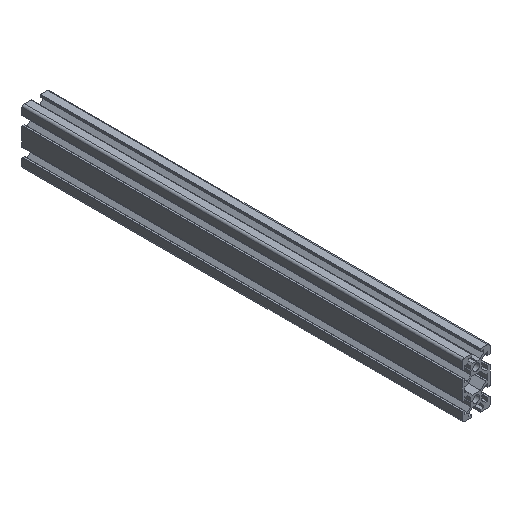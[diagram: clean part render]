
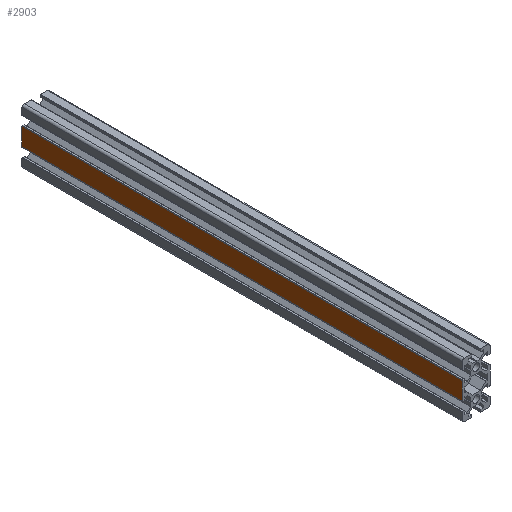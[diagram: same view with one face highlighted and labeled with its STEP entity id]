
A CAD part, isometric view. The second image highlights one B-rep face of the part: STEP entity #2903.
In plain terms, the highlighted planar face has unit normal (-1, 0, 0).
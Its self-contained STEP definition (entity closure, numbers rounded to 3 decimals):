
#141=FACE_OUTER_BOUND('',#287,.T.);
#287=EDGE_LOOP('',(#2033,#2034,#2035,#2036));
#491=LINE('',#4239,#871);
#492=LINE('',#4242,#872);
#493=LINE('',#4244,#873);
#494=LINE('',#4245,#874);
#871=VECTOR('',#3443,10.);
#872=VECTOR('',#3446,10.);
#873=VECTOR('',#3447,10.);
#874=VECTOR('',#3448,10.);
#1237=VERTEX_POINT('',#4235);
#1238=VERTEX_POINT('',#4237);
#1239=VERTEX_POINT('',#4241);
#1240=VERTEX_POINT('',#4243);
#1563=EDGE_CURVE('',#1237,#1238,#491,.T.);
#1564=EDGE_CURVE('',#1239,#1237,#492,.T.);
#1565=EDGE_CURVE('',#1240,#1238,#493,.T.);
#1566=EDGE_CURVE('',#1239,#1240,#494,.T.);
#2033=ORIENTED_EDGE('',*,*,#1564,.T.);
#2034=ORIENTED_EDGE('',*,*,#1563,.T.);
#2035=ORIENTED_EDGE('',*,*,#1565,.F.);
#2036=ORIENTED_EDGE('',*,*,#1566,.F.);
#2771=PLANE('',#3088);
#2903=ADVANCED_FACE('',(#141),#2771,.T.);
#3088=AXIS2_PLACEMENT_3D('',#4240,#3444,#3445);
#3443=DIRECTION('',(0.,0.,1.));
#3444=DIRECTION('center_axis',(-1.,0.,0.));
#3445=DIRECTION('ref_axis',(0.,-1.,0.));
#3446=DIRECTION('',(0.,-1.,0.));
#3447=DIRECTION('',(0.,-1.,0.));
#3448=DIRECTION('',(0.,0.,1.));
#4235=CARTESIAN_POINT('',(-80.,-66.6,0.));
#4237=CARTESIAN_POINT('',(-80.,-66.6,320.));
#4239=CARTESIAN_POINT('',(-80.,-66.6,0.));
#4240=CARTESIAN_POINT('Origin',(-80.,-53.4,0.));
#4241=CARTESIAN_POINT('',(-80.,-53.4,0.));
#4242=CARTESIAN_POINT('',(-80.,-53.4,0.));
#4243=CARTESIAN_POINT('',(-80.,-53.4,320.));
#4244=CARTESIAN_POINT('',(-80.,-53.4,320.));
#4245=CARTESIAN_POINT('',(-80.,-53.4,0.));
